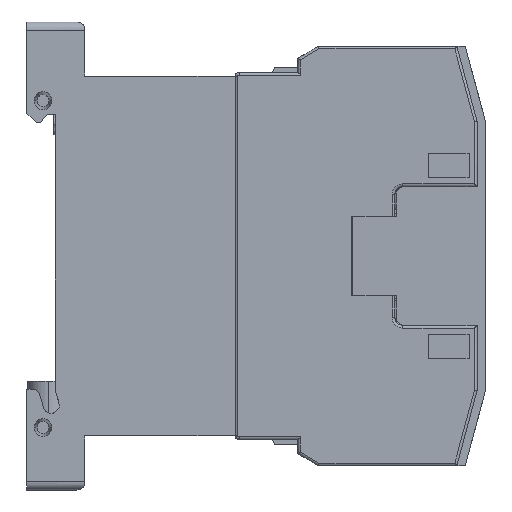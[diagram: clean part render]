
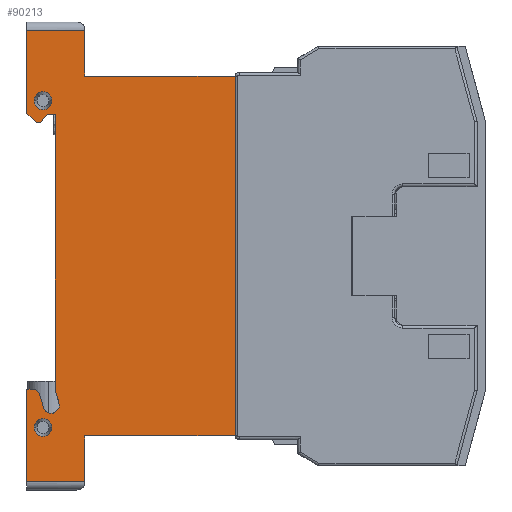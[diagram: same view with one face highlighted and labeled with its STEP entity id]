
A CAD part, left-side view. The second image highlights one B-rep face of the part: STEP entity #90213.
In plain terms, the highlighted planar face has unit normal (-1, 0, 0).
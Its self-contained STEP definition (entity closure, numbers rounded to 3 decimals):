
#10249=DIRECTION('',(0.,0.,1.));
#10250=VECTOR('',#10249,44.6);
#10251=CARTESIAN_POINT('',(0.2,31.,-22.3));
#10252=LINE('',#10251,#10250);
#25453=DIRECTION('',(0.,0.,1.));
#25454=VECTOR('',#25453,5.7);
#25455=CARTESIAN_POINT('',(0.2,49.6,-28.));
#25456=LINE('',#25455,#25454);
#25582=DIRECTION('',(0.,-1.,0.));
#25583=VECTOR('',#25582,7.2);
#25584=CARTESIAN_POINT('',(0.2,56.8,-28.));
#25585=LINE('',#25584,#25583);
#25614=DIRECTION('',(0.,0.797,0.604));
#25615=VECTOR('',#25614,0.797);
#25616=CARTESIAN_POINT('',(0.2,55.242,-16.981));
#25617=LINE('',#25616,#25615);
#25618=DIRECTION('',(0.,-0.27,-0.963));
#25619=VECTOR('',#25618,1.857);
#25620=CARTESIAN_POINT('',(0.2,55.242,-16.981));
#25621=LINE('',#25620,#25619);
#25622=CARTESIAN_POINT('',(0.2,53.778,-18.5));
#25623=DIRECTION('',(-1.,0.,0.));
#25624=DIRECTION('',(0.,0.963,-0.27));
#25625=AXIS2_PLACEMENT_3D('',#25622,#25623,#25624);
#25627=DIRECTION('',(0.,0.27,0.963));
#25628=VECTOR('',#25627,1.797);
#25629=CARTESIAN_POINT('',(0.2,52.815,-18.23));
#25630=LINE('',#25629,#25628);
#25631=DIRECTION('',(0.,1.,0.));
#25632=VECTOR('',#25631,1.);
#25633=CARTESIAN_POINT('',(0.2,53.3,17.5));
#25634=LINE('',#25633,#25632);
#25635=DIRECTION('',(0.,-0.625,0.781));
#25636=VECTOR('',#25635,1.281);
#25637=CARTESIAN_POINT('',(0.2,55.1,16.5));
#25638=LINE('',#25637,#25636);
#25639=DIRECTION('',(0.,-1.,0.));
#25640=VECTOR('',#25639,0.5);
#25641=CARTESIAN_POINT('',(0.2,55.6,16.5));
#25642=LINE('',#25641,#25640);
#25643=DIRECTION('',(0.,0.707,0.707));
#25644=VECTOR('',#25643,1.697);
#25645=CARTESIAN_POINT('',(0.2,55.6,16.5));
#25646=LINE('',#25645,#25644);
#25647=DIRECTION('',(0.,0.,-1.));
#25648=VECTOR('',#25647,10.3);
#25649=CARTESIAN_POINT('',(0.2,56.8,28.));
#25650=LINE('',#25649,#25648);
#25651=DIRECTION('',(0.,1.,0.));
#25652=VECTOR('',#25651,18.6);
#25653=CARTESIAN_POINT('',(0.2,31.,22.3));
#25654=LINE('',#25653,#25652);
#25655=DIRECTION('',(0.,-1.,0.));
#25656=VECTOR('',#25655,18.6);
#25657=CARTESIAN_POINT('',(0.2,49.6,-22.3));
#25658=LINE('',#25657,#25656);
#25659=DIRECTION('',(0.,0.,-1.));
#25660=VECTOR('',#25659,11.5);
#25661=CARTESIAN_POINT('',(0.2,56.8,-16.5));
#25662=LINE('',#25661,#25660);
#25663=DIRECTION('',(0.,-1.,0.));
#25664=VECTOR('',#25663,0.923);
#25665=CARTESIAN_POINT('',(0.2,56.8,-16.5));
#25666=LINE('',#25665,#25664);
#25868=DIRECTION('',(0.,0.,-1.));
#25869=VECTOR('',#25868,34.);
#25870=CARTESIAN_POINT('',(0.2,53.3,17.5));
#25871=LINE('',#25870,#25869);
#27260=DIRECTION('',(0.,0.,1.));
#27261=VECTOR('',#27260,5.7);
#27262=CARTESIAN_POINT('',(0.2,49.6,22.3));
#27263=LINE('',#27262,#27261);
#27804=DIRECTION('',(0.,1.,0.));
#27805=VECTOR('',#27804,7.2);
#27806=CARTESIAN_POINT('',(0.2,49.6,28.));
#27807=LINE('',#27806,#27805);
#30563=CARTESIAN_POINT('',(0.2,54.8,-21.25));
#30564=DIRECTION('',(-1.,0.,0.));
#30565=DIRECTION('',(0.,1.,0.));
#30566=AXIS2_PLACEMENT_3D('',#30563,#30564,#30565);
#30573=CARTESIAN_POINT('',(0.2,54.8,-21.25));
#30574=DIRECTION('',(-1.,0.,0.));
#30575=DIRECTION('',(0.,-1.,0.));
#30576=AXIS2_PLACEMENT_3D('',#30573,#30574,#30575);
#30609=CARTESIAN_POINT('',(0.2,54.8,19.25));
#30610=DIRECTION('',(-1.,0.,0.));
#30611=DIRECTION('',(0.,1.,0.));
#30612=AXIS2_PLACEMENT_3D('',#30609,#30610,#30611);
#30619=CARTESIAN_POINT('',(0.2,54.8,19.25));
#30620=DIRECTION('',(-1.,0.,0.));
#30621=DIRECTION('',(0.,-1.,0.));
#30622=AXIS2_PLACEMENT_3D('',#30619,#30620,#30621);
#44125=CARTESIAN_POINT('',(0.2,31.,-22.3));
#44127=VERTEX_POINT('',#44125);
#44129=CARTESIAN_POINT('',(0.2,31.,22.3));
#44131=VERTEX_POINT('',#44129);
#44133=CARTESIAN_POINT('',(0.2,49.6,-22.3));
#44134=VERTEX_POINT('',#44133);
#44135=CARTESIAN_POINT('',(0.2,49.6,22.3));
#44136=VERTEX_POINT('',#44135);
#44521=CARTESIAN_POINT('',(0.2,55.6,16.5));
#44522=CARTESIAN_POINT('',(0.2,56.8,17.7));
#44523=VERTEX_POINT('',#44521);
#44524=VERTEX_POINT('',#44522);
#44657=CARTESIAN_POINT('',(0.2,52.815,-18.23));
#44658=CARTESIAN_POINT('',(0.2,53.3,-16.5));
#44659=VERTEX_POINT('',#44657);
#44660=VERTEX_POINT('',#44658);
#44661=CARTESIAN_POINT('',(0.2,54.741,-18.77));
#44662=VERTEX_POINT('',#44661);
#44663=CARTESIAN_POINT('',(0.2,53.3,17.5));
#44664=VERTEX_POINT('',#44663);
#44671=CARTESIAN_POINT('',(0.2,55.1,16.5));
#44672=CARTESIAN_POINT('',(0.2,54.3,17.5));
#44673=VERTEX_POINT('',#44671);
#44674=VERTEX_POINT('',#44672);
#44897=CARTESIAN_POINT('',(0.2,55.9,-21.25));
#44898=CARTESIAN_POINT('',(0.2,53.7,-21.25));
#44899=VERTEX_POINT('',#44897);
#44900=VERTEX_POINT('',#44898);
#44905=CARTESIAN_POINT('',(0.2,55.9,19.25));
#44906=CARTESIAN_POINT('',(0.2,53.7,19.25));
#44907=VERTEX_POINT('',#44905);
#44908=VERTEX_POINT('',#44906);
#44953=CARTESIAN_POINT('',(0.2,56.8,-28.));
#44954=CARTESIAN_POINT('',(0.2,49.6,-28.));
#44955=VERTEX_POINT('',#44953);
#44956=VERTEX_POINT('',#44954);
#44969=CARTESIAN_POINT('',(0.2,49.6,28.));
#44970=CARTESIAN_POINT('',(0.2,56.8,28.));
#44971=VERTEX_POINT('',#44969);
#44972=VERTEX_POINT('',#44970);
#44987=CARTESIAN_POINT('',(0.2,56.8,-16.5));
#44988=VERTEX_POINT('',#44987);
#46582=CARTESIAN_POINT('',(0.2,55.242,-16.981));
#46583=VERTEX_POINT('',#46582);
#46584=CARTESIAN_POINT('',(0.2,55.877,-16.5));
#46585=VERTEX_POINT('',#46584);
#90162=CARTESIAN_POINT('',(0.2,56.8,0.));
#90163=DIRECTION('',(-1.,0.,0.));
#90164=DIRECTION('',(0.,0.,1.));
#90165=AXIS2_PLACEMENT_3D('',#90162,#90163,#90164);
#90166=PLANE('',#90165);
#90168=ORIENTED_EDGE('',*,*,#90167,.F.);
#90170=ORIENTED_EDGE('',*,*,#90169,.T.);
#90172=ORIENTED_EDGE('',*,*,#90171,.T.);
#90174=ORIENTED_EDGE('',*,*,#90173,.T.);
#90176=ORIENTED_EDGE('',*,*,#90175,.F.);
#90178=ORIENTED_EDGE('',*,*,#90177,.T.);
#90180=ORIENTED_EDGE('',*,*,#90179,.F.);
#90182=ORIENTED_EDGE('',*,*,#90181,.F.);
#90184=ORIENTED_EDGE('',*,*,#90183,.T.);
#90186=ORIENTED_EDGE('',*,*,#90185,.F.);
#90188=ORIENTED_EDGE('',*,*,#90187,.F.);
#90190=ORIENTED_EDGE('',*,*,#90189,.F.);
#90191=ORIENTED_EDGE('',*,*,#62549,.F.);
#90192=ORIENTED_EDGE('',*,*,#63901,.F.);
#90193=ORIENTED_EDGE('',*,*,#81235,.F.);
#90194=ORIENTED_EDGE('',*,*,#89962,.F.);
#90195=ORIENTED_EDGE('',*,*,#90147,.F.);
#90196=ORIENTED_EDGE('',*,*,#89352,.F.);
#90198=ORIENTED_EDGE('',*,*,#90197,.T.);
#90199=EDGE_LOOP('',(#90168,#90170,#90172,#90174,#90176,#90178,#90180,#90182,
#90184,#90186,#90188,#90190,#90191,#90192,#90193,#90194,#90195,#90196,#90198));
#90200=FACE_OUTER_BOUND('',#90199,.F.);
#90202=ORIENTED_EDGE('',*,*,#90201,.T.);
#90204=ORIENTED_EDGE('',*,*,#90203,.T.);
#90205=EDGE_LOOP('',(#90202,#90204));
#90206=FACE_BOUND('',#90205,.F.);
#90208=ORIENTED_EDGE('',*,*,#90207,.T.);
#90210=ORIENTED_EDGE('',*,*,#90209,.T.);
#90211=EDGE_LOOP('',(#90208,#90210));
#90212=FACE_BOUND('',#90211,.F.);
#90213=ADVANCED_FACE('',(#90200,#90206,#90212),#90166,.T.);
#25626=CIRCLE('',#25625,1.);
#30567=CIRCLE('',#30566,1.1);
#30577=CIRCLE('',#30576,1.1);
#30613=CIRCLE('',#30612,1.1);
#30623=CIRCLE('',#30622,1.1);
#62549=EDGE_CURVE('',#44131,#44136,#25654,.T.);
#63901=EDGE_CURVE('',#44127,#44131,#10252,.T.);
#81235=EDGE_CURVE('',#44134,#44127,#25658,.T.);
#89352=EDGE_CURVE('',#44988,#44955,#25662,.T.);
#89962=EDGE_CURVE('',#44956,#44134,#25456,.T.);
#90147=EDGE_CURVE('',#44955,#44956,#25585,.T.);
#90167=EDGE_CURVE('',#46583,#46585,#25617,.T.);
#90169=EDGE_CURVE('',#46583,#44662,#25621,.T.);
#90171=EDGE_CURVE('',#44662,#44659,#25626,.T.);
#90173=EDGE_CURVE('',#44659,#44660,#25630,.T.);
#90175=EDGE_CURVE('',#44664,#44660,#25871,.T.);
#90177=EDGE_CURVE('',#44664,#44674,#25634,.T.);
#90179=EDGE_CURVE('',#44673,#44674,#25638,.T.);
#90181=EDGE_CURVE('',#44523,#44673,#25642,.T.);
#90183=EDGE_CURVE('',#44523,#44524,#25646,.T.);
#90185=EDGE_CURVE('',#44972,#44524,#25650,.T.);
#90187=EDGE_CURVE('',#44971,#44972,#27807,.T.);
#90189=EDGE_CURVE('',#44136,#44971,#27263,.T.);
#90197=EDGE_CURVE('',#44988,#46585,#25666,.T.);
#90201=EDGE_CURVE('',#44899,#44900,#30567,.T.);
#90203=EDGE_CURVE('',#44900,#44899,#30577,.T.);
#90207=EDGE_CURVE('',#44907,#44908,#30613,.T.);
#90209=EDGE_CURVE('',#44908,#44907,#30623,.T.);
